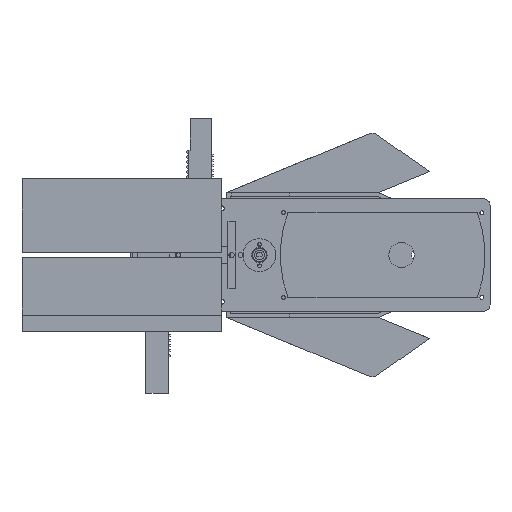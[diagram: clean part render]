
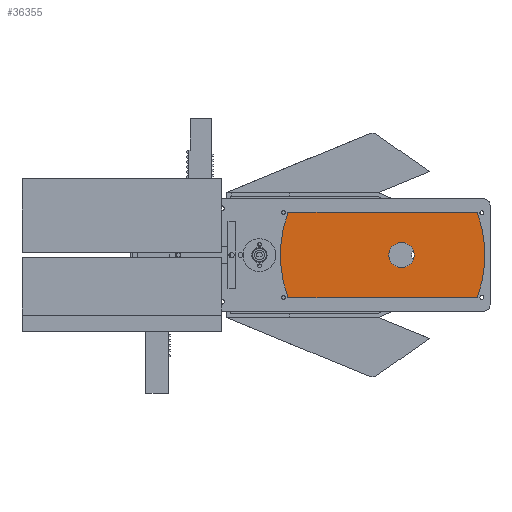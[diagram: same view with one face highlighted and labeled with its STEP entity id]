
A CAD part, front view. The second image highlights one B-rep face of the part: STEP entity #36355.
In plain terms, the highlighted planar face has unit normal (0, -1, 0).
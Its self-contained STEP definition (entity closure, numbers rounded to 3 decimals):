
#587=FACE_BOUND('',#5225,.T.);
#2034=CIRCLE('',#38861,95.951);
#2042=CIRCLE('',#38873,95.951);
#2069=CIRCLE('',#38917,10.);
#3353=FACE_OUTER_BOUND('',#5224,.T.);
#5224=EDGE_LOOP('',(#29259,#29260,#29261,#29262,#29263,#29264,#29265,#29266));
#5225=EDGE_LOOP('',(#29267));
#8099=LINE('',#61419,#12119);
#8101=LINE('',#61424,#12121);
#8104=LINE('',#61428,#12124);
#8107=LINE('',#61434,#12127);
#8108=LINE('',#61437,#12128);
#8109=LINE('',#61438,#12129);
#12119=VECTOR('',#45274,10.);
#12121=VECTOR('',#45278,10.);
#12124=VECTOR('',#45283,10.);
#12127=VECTOR('',#45288,10.);
#12128=VECTOR('',#45291,10.);
#12129=VECTOR('',#45292,10.);
#16224=VERTEX_POINT('',#61302);
#16225=VERTEX_POINT('',#61304);
#16234=VERTEX_POINT('',#61329);
#16235=VERTEX_POINT('',#61331);
#16264=VERTEX_POINT('',#61415);
#16267=VERTEX_POINT('',#61422);
#16268=VERTEX_POINT('',#61430);
#16270=VERTEX_POINT('',#61436);
#16271=VERTEX_POINT('',#61439);
#20814=EDGE_CURVE('',#16225,#16224,#2034,.T.);
#20827=EDGE_CURVE('',#16235,#16234,#2042,.T.);
#20871=EDGE_CURVE('',#16264,#16225,#8099,.T.);
#20873=EDGE_CURVE('',#16234,#16267,#8101,.T.);
#20876=EDGE_CURVE('',#16267,#16264,#8104,.T.);
#20879=EDGE_CURVE('',#16268,#16235,#8107,.T.);
#20880=EDGE_CURVE('',#16270,#16268,#8108,.T.);
#20881=EDGE_CURVE('',#16224,#16270,#8109,.T.);
#20882=EDGE_CURVE('',#16271,#16271,#2069,.T.);
#29259=ORIENTED_EDGE('',*,*,#20880,.T.);
#29260=ORIENTED_EDGE('',*,*,#20879,.T.);
#29261=ORIENTED_EDGE('',*,*,#20827,.T.);
#29262=ORIENTED_EDGE('',*,*,#20873,.T.);
#29263=ORIENTED_EDGE('',*,*,#20876,.T.);
#29264=ORIENTED_EDGE('',*,*,#20871,.T.);
#29265=ORIENTED_EDGE('',*,*,#20814,.T.);
#29266=ORIENTED_EDGE('',*,*,#20881,.T.);
#29267=ORIENTED_EDGE('',*,*,#20882,.T.);
#34634=PLANE('',#38916);
#36355=ADVANCED_FACE('',(#3353,#587),#34634,.F.);
#38861=AXIS2_PLACEMENT_3D('',#61305,#45148,#45149);
#38873=AXIS2_PLACEMENT_3D('',#61332,#45177,#45178);
#38916=AXIS2_PLACEMENT_3D('',#61435,#45289,#45290);
#38917=AXIS2_PLACEMENT_3D('',#61440,#45293,#45294);
#45148=DIRECTION('center_axis',(0.,-1.,0.));
#45149=DIRECTION('ref_axis',(0.937,0.,0.349));
#45177=DIRECTION('center_axis',(0.,-1.,0.));
#45178=DIRECTION('ref_axis',(-0.937,0.,-0.349));
#45274=DIRECTION('',(0.,0.,1.));
#45278=DIRECTION('',(0.,0.,-1.));
#45283=DIRECTION('',(1.,0.,0.));
#45288=DIRECTION('',(0.,0.,-1.));
#45289=DIRECTION('center_axis',(0.,1.,0.));
#45290=DIRECTION('ref_axis',(1.,0.,0.));
#45291=DIRECTION('',(-1.,0.,0.));
#45292=DIRECTION('',(0.,0.,1.));
#45293=DIRECTION('center_axis',(0.,1.,0.));
#45294=DIRECTION('ref_axis',(1.,0.,0.));
#61302=CARTESIAN_POINT('',(162.462,0.,78.));
#61304=CARTESIAN_POINT('',(162.462,0.,11.));
#61305=CARTESIAN_POINT('Origin',(72.549,0.,44.5));
#61329=CARTESIAN_POINT('',(12.538,0.,11.));
#61331=CARTESIAN_POINT('',(12.538,0.,78.));
#61332=CARTESIAN_POINT('Origin',(102.451,0.,44.5));
#61415=CARTESIAN_POINT('',(162.462,0.,10.5));
#61419=CARTESIAN_POINT('',(162.462,0.,83.5));
#61422=CARTESIAN_POINT('',(12.538,0.,10.5));
#61424=CARTESIAN_POINT('',(12.538,0.,5.5));
#61428=CARTESIAN_POINT('',(124.981,0.,10.5));
#61430=CARTESIAN_POINT('',(12.538,0.,78.5));
#61434=CARTESIAN_POINT('',(12.538,0.,5.5));
#61435=CARTESIAN_POINT('Origin',(87.5,0.,44.5));
#61436=CARTESIAN_POINT('',(162.462,0.,78.5));
#61437=CARTESIAN_POINT('',(50.019,0.,78.5));
#61438=CARTESIAN_POINT('',(162.462,0.,83.5));
#61439=CARTESIAN_POINT('',(92.451,0.,44.5));
#61440=CARTESIAN_POINT('Origin',(102.451,0.,44.5));
